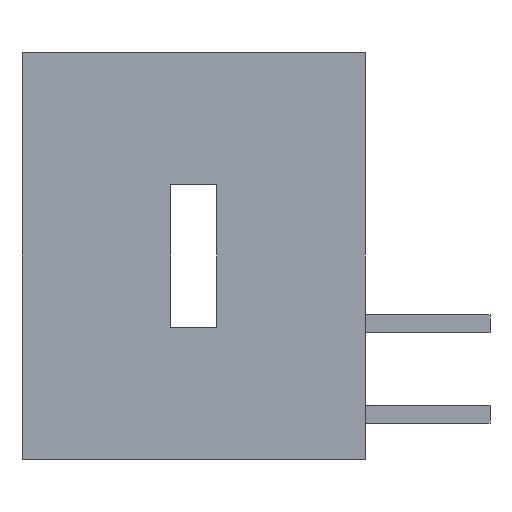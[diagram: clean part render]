
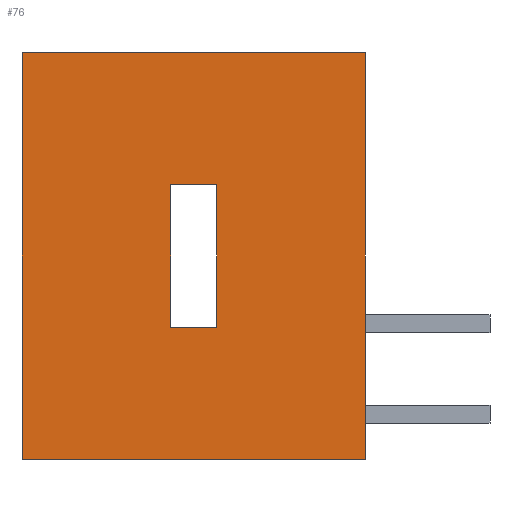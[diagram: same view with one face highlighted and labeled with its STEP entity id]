
A CAD part, left-side view. The second image highlights one B-rep face of the part: STEP entity #76.
In plain terms, the highlighted planar face has unit normal (-1, 0, 0).
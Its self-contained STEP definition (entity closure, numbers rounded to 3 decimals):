
#8 = VERTEX_POINT ( 'NONE', #17627 ) ;
#12 = VERTEX_POINT ( 'NONE', #17626 ) ;
#16 = EDGE_CURVE ( 'NONE', #21076, #197, #17673, .T. ) ;
#17 = EDGE_CURVE ( 'NONE', #22, #12, #17665, .T. ) ;
#22 = VERTEX_POINT ( 'NONE', #17692 ) ;
#28 = EDGE_LOOP ( 'NONE', ( #29, #246, #251, #249 ) ) ;
#29 = ORIENTED_EDGE ( 'NONE', *, *, #21079, .F. ) ;
#35 = EDGE_CURVE ( 'NONE', #12, #8, #17720, .T. ) ;
#54 = EDGE_CURVE ( 'NONE', #55, #8, #17809, .T. ) ;
#55 = VERTEX_POINT ( 'NONE', #17854 ) ;
#69 = ORIENTED_EDGE ( 'NONE', *, *, #243, .T. ) ;
#70 = ORIENTED_EDGE ( 'NONE', *, *, #54, .T. ) ;
#72 = ORIENTED_EDGE ( 'NONE', *, *, #35, .F. ) ;
#74 = ORIENTED_EDGE ( 'NONE', *, *, #17, .F. ) ;
#75 = EDGE_LOOP ( 'NONE', ( #74, #69, #70, #72 ) ) ;
#76 = ADVANCED_FACE ( 'NONE', ( #17869, #17868 ), #17914, .F. ) ;
#181 = VERTEX_POINT ( 'NONE', #18073 ) ;
#197 = VERTEX_POINT ( 'NONE', #18245 ) ;
#198 = EDGE_CURVE ( 'NONE', #181, #197, #18243, .T. ) ;
#200 = VERTEX_POINT ( 'NONE', #18296 ) ;
#208 = EDGE_CURVE ( 'NONE', #200, #181, #18292, .T. ) ;
#243 = EDGE_CURVE ( 'NONE', #22, #55, #18404, .T. ) ;
#246 = ORIENTED_EDGE ( 'NONE', *, *, #208, .T. ) ;
#249 = ORIENTED_EDGE ( 'NONE', *, *, #16, .F. ) ;
#251 = ORIENTED_EDGE ( 'NONE', *, *, #198, .T. ) ;
#17626 = CARTESIAN_POINT ( 'NONE',  ( -2.54, 0.65, -2. ) ) ;
#17627 = CARTESIAN_POINT ( 'NONE',  ( -2.54, -0.65, -2. ) ) ;
#17661 = DIRECTION ( 'NONE',  ( 0., 0., -1. ) ) ;
#17662 = VECTOR ( 'NONE', #17661, 1000. ) ;
#17663 = CARTESIAN_POINT ( 'NONE',  ( -2.54, 0.65, -11.777 ) ) ;
#17665 = LINE ( 'NONE', #17663, #17662 ) ;
#17666 = DIRECTION ( 'NONE',  ( 0., 0., -1. ) ) ;
#17667 = VECTOR ( 'NONE', #17666, 1000. ) ;
#17668 = CARTESIAN_POINT ( 'NONE',  ( -2.54, -4.825, -11.777 ) ) ;
#17673 = LINE ( 'NONE', #17668, #17667 ) ;
#17692 = CARTESIAN_POINT ( 'NONE',  ( -2.54, 0.65, 2. ) ) ;
#17713 = DIRECTION ( 'NONE',  ( 0., -1., 0. ) ) ;
#17714 = VECTOR ( 'NONE', #17713, 1000. ) ;
#17715 = CARTESIAN_POINT ( 'NONE',  ( -2.54, 0., -2. ) ) ;
#17720 = LINE ( 'NONE', #17715, #17714 ) ;
#17805 = DIRECTION ( 'NONE',  ( 0., 0., -1. ) ) ;
#17806 = VECTOR ( 'NONE', #17805, 1000. ) ;
#17807 = CARTESIAN_POINT ( 'NONE',  ( -2.54, -0.65, -11.777 ) ) ;
#17809 = LINE ( 'NONE', #17807, #17806 ) ;
#17854 = CARTESIAN_POINT ( 'NONE',  ( -2.54, -0.65, 2. ) ) ;
#17868 = FACE_OUTER_BOUND ( 'NONE', #28, .T. ) ;
#17869 = FACE_BOUND ( 'NONE', #75, .T. ) ;
#17910 = DIRECTION ( 'NONE',  ( 0., 0., -1. ) ) ;
#17911 = DIRECTION ( 'NONE',  ( 1., 0., 0. ) ) ;
#17912 = CARTESIAN_POINT ( 'NONE',  ( -2.54, 0., -11.777 ) ) ;
#17913 = AXIS2_PLACEMENT_3D ( 'NONE', #17912, #17911, #17910 ) ;
#17914 = PLANE ( 'NONE',  #17913 ) ;
#18073 = CARTESIAN_POINT ( 'NONE',  ( -2.54, 4.825, -5.715 ) ) ;
#18239 = DIRECTION ( 'NONE',  ( 0., -1., 0. ) ) ;
#18240 = VECTOR ( 'NONE', #18239, 1000. ) ;
#18241 = CARTESIAN_POINT ( 'NONE',  ( -2.54, 0., -5.715 ) ) ;
#18243 = LINE ( 'NONE', #18241, #18240 ) ;
#18245 = CARTESIAN_POINT ( 'NONE',  ( -2.54, -4.825, -5.715 ) ) ;
#18288 = DIRECTION ( 'NONE',  ( 0., 0., -1. ) ) ;
#18289 = VECTOR ( 'NONE', #18288, 1000. ) ;
#18291 = CARTESIAN_POINT ( 'NONE',  ( -2.54, 4.825, -11.777 ) ) ;
#18292 = LINE ( 'NONE', #18291, #18289 ) ;
#18296 = CARTESIAN_POINT ( 'NONE',  ( -2.54, 4.825, 5.715 ) ) ;
#18391 = DIRECTION ( 'NONE',  ( 0., -1., 0. ) ) ;
#18393 = VECTOR ( 'NONE', #18391, 1000. ) ;
#18395 = CARTESIAN_POINT ( 'NONE',  ( -2.54, 0., 2. ) ) ;
#18404 = LINE ( 'NONE', #18395, #18393 ) ;
#18991 = DIRECTION ( 'NONE',  ( 0., -1., 0. ) ) ;
#18993 = VECTOR ( 'NONE', #18991, 1000. ) ;
#18995 = CARTESIAN_POINT ( 'NONE',  ( -2.54, 0., 5.715 ) ) ;
#18996 = LINE ( 'NONE', #18995, #18993 ) ;
#19010 = CARTESIAN_POINT ( 'NONE',  ( -2.54, -4.825, 5.715 ) ) ;
#21076 = VERTEX_POINT ( 'NONE', #19010 ) ;
#21079 = EDGE_CURVE ( 'NONE', #200, #21076, #18996, .T. ) ;
